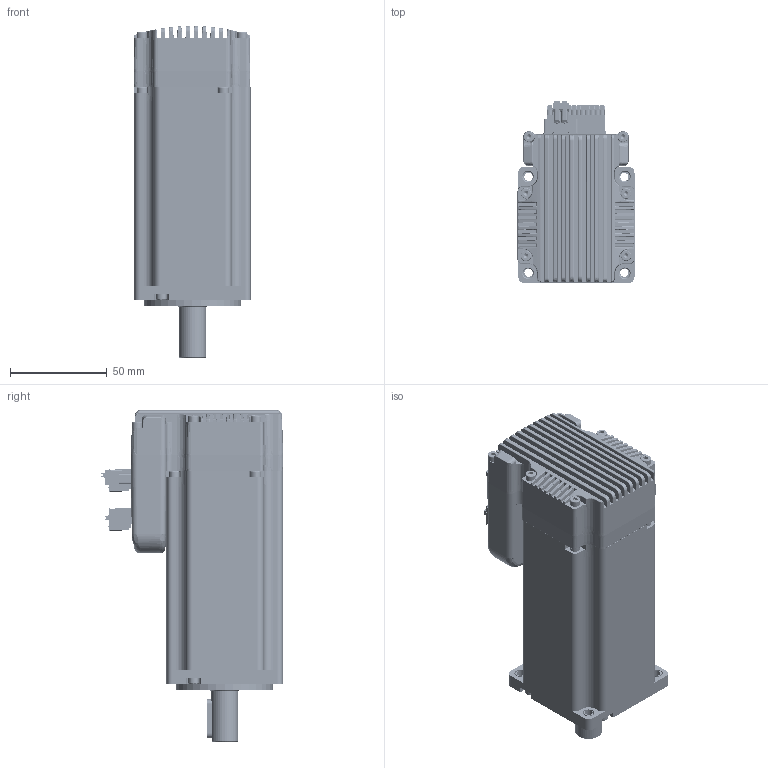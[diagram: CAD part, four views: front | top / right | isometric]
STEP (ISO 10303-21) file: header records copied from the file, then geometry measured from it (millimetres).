
FILE_DESCRIPTION (( 'STEP AP203' ), '1' );
FILE_NAME ('iHSV60-30-40-48郔陔芞.STEP', '2020-03-17T03:36:23', ( 'USER-' ), ( 'MS' ), 'SwSTEP 2.0', 'SolidWorks 2015', '' );
FILE_SCHEMA (( 'CONFIG_CONTROL_DESIGN' ));
Length unit declared in the file: millimetre
Products named in the file (12): iHSV60-400W儂旯_1; M3x10囀鞠褒蹟佪 GB_GB_FASTENER_SCREWS_HSHCS M3X10-S; 60侜督奻裔 14mm 粣; 珨极趙pcb啣饜磁; 邧埴瑩 5x5x20; 60一体化散热器; iHSV60-30-40-48郔陔芞; 60珨极趙; 60侜督 菁裔; 15EDGKD-2.5-10P; 15EDGKD-2.5-5P; 15EDGKDM-3.81-2P
Assembly tree (24 placements, depth 2):
  iHSV60-30-40-48郔陔芞
    M3x10囀鞠褒蹟佪 GB_GB_FASTENER_SCREWS_HSHCS M3X10-S  x14
    珨极趙pcb啣饜磁
    60一体化散热器
    60珨极趙
    60侜督 菁裔
    15EDGKD-2.5-10P
    15EDGKD-2.5-5P
    15EDGKDM-3.81-2P
    iHSV60-400W儂旯_1
    60侜督奻裔 14mm 粣
    邧埴瑩 5x5x20
Bounding box: 60.44 x 93.95 x 171.5 mm (x, y, z)
Volume: 427066.6 mm3; surface area: 125142.7 mm2
Topology: 23 solids, 49 shells, 7188 faces, 17792 edges, 10968 vertices
Faces by surface type: plane 2886, cylinder 2083, cone 1929, bspline 280, torus 6, sphere 4
Entity records: 158680 total; most frequent: CARTESIAN_POINT 48913, ORIENTED_EDGE 23304, DIRECTION 21050, EDGE_CURVE 11659, LINE 7920, VECTOR 7920, VERTEX_POINT 7549, AXIS2_PLACEMENT_3D 6565
